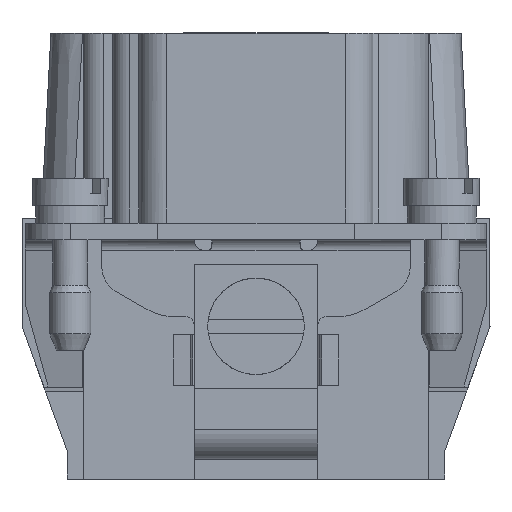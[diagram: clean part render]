
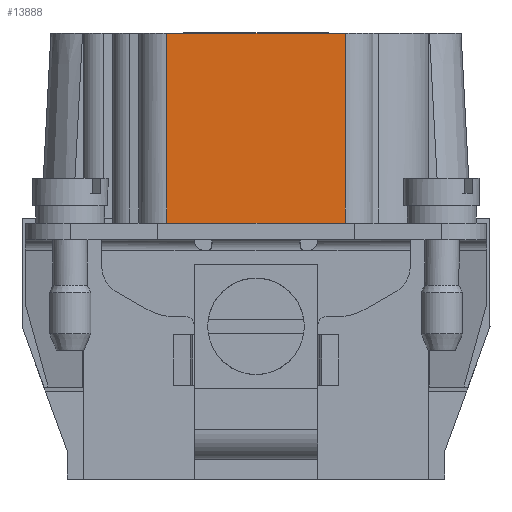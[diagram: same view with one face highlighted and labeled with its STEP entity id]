
A CAD part, left-side view. The second image highlights one B-rep face of the part: STEP entity #13888.
In plain terms, the highlighted planar face has unit normal (-1, 0, 0).
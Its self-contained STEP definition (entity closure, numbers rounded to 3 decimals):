
#11955=PLANE('',#50919);
#13888=ADVANCED_FACE('',(#15764),#11955,.F.);
#15764=FACE_OUTER_BOUND('',#17606,.T.);
#17606=EDGE_LOOP('',(#21457,#21458,#21459,#21460));
#21457=ORIENTED_EDGE('',*,*,#33828,.T.);
#21458=ORIENTED_EDGE('',*,*,#32368,.T.);
#21459=ORIENTED_EDGE('',*,*,#33830,.F.);
#21460=ORIENTED_EDGE('',*,*,#33831,.F.);
#29097=VERTEX_POINT('',#61515);
#29098=VERTEX_POINT('',#61517);
#30302=VERTEX_POINT('',#65391);
#30303=VERTEX_POINT('',#65395);
#32368=EDGE_CURVE('',#29098,#29097,#40846,.T.);
#33828=EDGE_CURVE('',#30302,#29098,#41825,.T.);
#33830=EDGE_CURVE('',#30303,#29097,#41826,.T.);
#33831=EDGE_CURVE('',#30302,#30303,#41827,.T.);
#40846=LINE('',#61516,#44161);
#41825=LINE('',#65390,#45140);
#41826=LINE('',#65394,#45141);
#41827=LINE('',#65396,#45142);
#44161=VECTOR('',#52686,1.);
#45140=VECTOR('',#54727,1.);
#45141=VECTOR('',#54732,1.);
#45142=VECTOR('',#54733,1.);
#50919=AXIS2_PLACEMENT_3D('',#65397,#54734,#54735);
#52686=DIRECTION('',(0.,-1.,0.));
#54727=DIRECTION('',(0.,0.,-1.));
#54732=DIRECTION('',(0.,0.,-1.));
#54733=DIRECTION('',(0.,-1.,0.));
#54734=DIRECTION('',(1.,0.,0.));
#54735=DIRECTION('',(0.,-1.,0.));
#61515=CARTESIAN_POINT('',(-42.25,-6.5,1.2));
#61516=CARTESIAN_POINT('',(-42.25,6.5,1.2));
#61517=CARTESIAN_POINT('',(-42.25,6.5,1.2));
#65390=CARTESIAN_POINT('',(-42.25,6.5,15.));
#65391=CARTESIAN_POINT('',(-42.25,6.5,15.));
#65394=CARTESIAN_POINT('',(-42.25,-6.5,15.));
#65395=CARTESIAN_POINT('',(-42.25,-6.5,15.));
#65396=CARTESIAN_POINT('',(-42.25,6.5,15.));
#65397=CARTESIAN_POINT('',(-42.25,6.5,15.));
